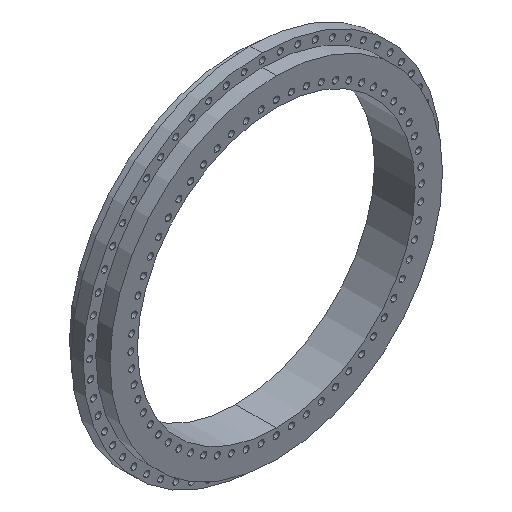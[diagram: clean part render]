
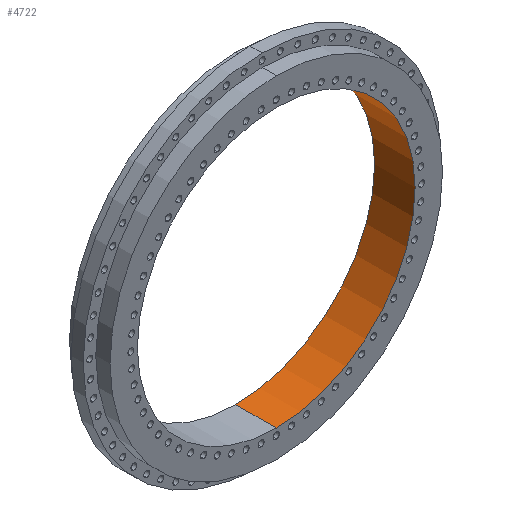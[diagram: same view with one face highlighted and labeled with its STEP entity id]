
A CAD part, isometric view. The second image highlights one B-rep face of the part: STEP entity #4722.
In plain terms, the highlighted cylindrical face has radius 425 mm (diameter 850 mm), a partial arc.
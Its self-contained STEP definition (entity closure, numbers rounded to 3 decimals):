
#2036 = VERTEX_POINT ( 'NONE', #7507 ) ;
#2037 = VERTEX_POINT ( 'NONE', #7506 ) ;
#2046 = VERTEX_POINT ( 'NONE', #7386 ) ;
#2057 = EDGE_CURVE ( 'NONE', #2046, #2037, #7421, .T. ) ;
#2167 = VERTEX_POINT ( 'NONE', #7592 ) ;
#2468 = EDGE_CURVE ( 'NONE', #2036, #2167, #8270, .T. ) ;
#4717 = EDGE_CURVE ( 'NONE', #2036, #2046, #11904, .T. ) ;
#4718 = ORIENTED_EDGE ( 'NONE', *, *, #4717, .F. ) ;
#4721 = EDGE_LOOP ( 'NONE', ( #4724, #4718, #4723, #4727 ) ) ;
#4722 = ADVANCED_FACE ( 'NONE', ( #11909 ), #11906, .F. ) ;
#4723 = ORIENTED_EDGE ( 'NONE', *, *, #2468, .T. ) ;
#4724 = ORIENTED_EDGE ( 'NONE', *, *, #2057, .F. ) ;
#4725 = EDGE_CURVE ( 'NONE', #2167, #2037, #11885, .T. ) ;
#4727 = ORIENTED_EDGE ( 'NONE', *, *, #4725, .T. ) ;
#7386 = CARTESIAN_POINT ( 'NONE',  ( 0., 124., 425. ) ) ;
#7418 = DIRECTION ( 'NONE',  ( 0., -1., 0. ) ) ;
#7419 = VECTOR ( 'NONE', #7418, 1000. ) ;
#7420 = CARTESIAN_POINT ( 'NONE',  ( 0., 0., 425. ) ) ;
#7421 = LINE ( 'NONE', #7420, #7419 ) ;
#7506 = CARTESIAN_POINT ( 'NONE',  ( 0., 0., 425. ) ) ;
#7507 = CARTESIAN_POINT ( 'NONE',  ( 0., 124., -425. ) ) ;
#7592 = CARTESIAN_POINT ( 'NONE',  ( 0., 0., -425. ) ) ;
#8265 = DIRECTION ( 'NONE',  ( 0., -1., 0. ) ) ;
#8266 = VECTOR ( 'NONE', #8265, 1000. ) ;
#8267 = CARTESIAN_POINT ( 'NONE',  ( 0., 0., -425. ) ) ;
#8270 = LINE ( 'NONE', #8267, #8266 ) ;
#11878 = CARTESIAN_POINT ( 'NONE',  ( 0., 0., 0. ) ) ;
#11881 = DIRECTION ( 'NONE',  ( 0., 0., -1. ) ) ;
#11882 = AXIS2_PLACEMENT_3D ( 'NONE', #11878, #11967, #11966 ) ;
#11885 = CIRCLE ( 'NONE', #11882, 425. ) ;
#11887 = DIRECTION ( 'NONE',  ( 0., 0., -1. ) ) ;
#11888 = DIRECTION ( 'NONE',  ( 0., -1., 0. ) ) ;
#11889 = CARTESIAN_POINT ( 'NONE',  ( 0., 124., 0. ) ) ;
#11890 = AXIS2_PLACEMENT_3D ( 'NONE', #11889, #11888, #11887 ) ;
#11892 = AXIS2_PLACEMENT_3D ( 'NONE', #11893, #11910, #11881 ) ;
#11893 = CARTESIAN_POINT ( 'NONE',  ( 0., 0., 0. ) ) ;
#11904 = CIRCLE ( 'NONE', #11890, 425. ) ;
#11906 = CYLINDRICAL_SURFACE ( 'NONE', #11892, 425. ) ;
#11909 = FACE_OUTER_BOUND ( 'NONE', #4721, .T. ) ;
#11910 = DIRECTION ( 'NONE',  ( 0., -1., 0. ) ) ;
#11966 = DIRECTION ( 'NONE',  ( 0., 0., -1. ) ) ;
#11967 = DIRECTION ( 'NONE',  ( 0., -1., 0. ) ) ;
